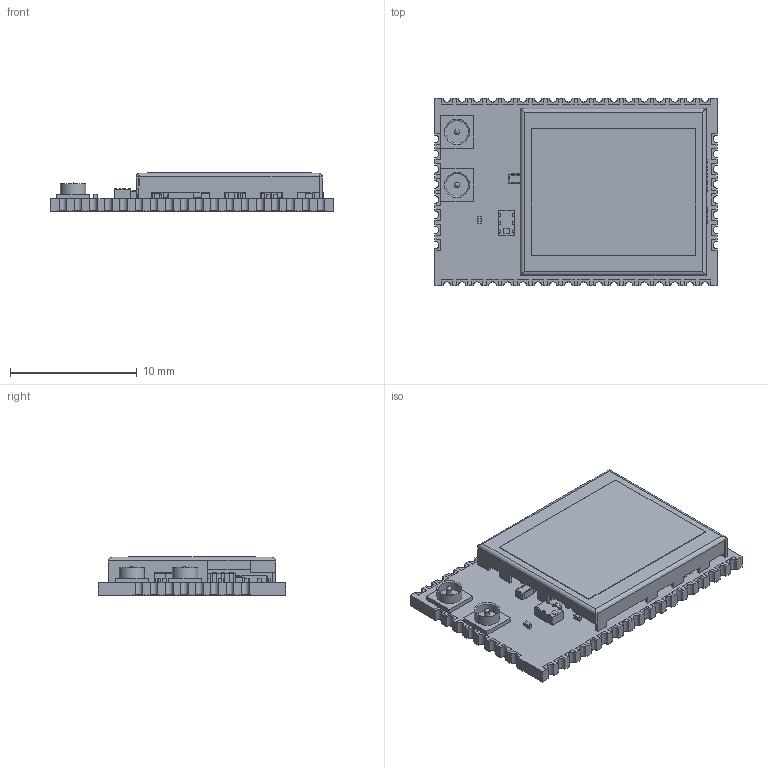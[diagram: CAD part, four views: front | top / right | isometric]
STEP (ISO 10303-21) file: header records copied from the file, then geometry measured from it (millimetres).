
FILE_DESCRIPTION(('STEP AP203'),'1');
FILE_NAME('ODIN-W260.step','2015-10-09T05:45:15',(' '),(' '),'Spatial InterOp 3D',' ',' ');
FILE_SCHEMA(('CONFIG_CONTROL_DESIGN'));
Length unit declared in the file: metre
Products named in the file (150): PCB; 22.3x14.8 PCB; Testp-1; GND-2; C25 Module; LPO 32768Hz; X2; LPO; C 0201 100nF; Part83; Electrical Components; Host; STM32F4; 26MHz OSC; Host Decouplings; C 0402; R 0201; 2.0x1.6 HSI Clock; Radio; WL1873; L 0805; Passive Power Components; C210; L 0603; C171; C 0201-C14_; Decouplings; frame; U6 XC9236; Heat sink; Component body; 1.8V Regulator; SKYWORKS 2.4GHz switch; Part15; 2.4Gz Switch; Main RF components; SKYWORKS 5GHz switch; 5GHz switch; C 0201-C15_; 2.4_5GHz Diplexer ...
Assembly tree (220 placements, depth 6):
  C25 Module
    22.3x14.8 PCB
      PCB
        PCB
      Testp-1
      GND-2
    Electrical Components
      LPO
        LPO 32768Hz
          X2
        C 0201 100nF  x2
          Part83
          Part83
          Part83
      Host
        STM32F4
        26MHz OSC
          C 0201 100nF
            Part83
            Part83
            Part83
        Host Decouplings
          C 0201 100nF  x19
            Part83
            Part83
            Part83
          C 0402  x3
            Part83
            Part83
            Part83
        R 0201  x23
          Part83
          Part83
          Part83
        2.0x1.6 HSI Clock
          X2
          C 0201 100nF
            Part83
            Part83
            Part83
      Radio
        WL1873
        Passive Power Components
          L 0805  x2
            Part83
            Part83
            Part83
          C210  x4
            Part83
            Part83
            Part83
          L 0603
            Part83
            Part83
            Part83
          C171
            Part83
            Part83
            Part83
          C171  x2
Bounding box: 22.3 x 14.8 x 3.07 mm (x, y, z)
Volume: 453.5 mm3; surface area: 2090.8 mm2
Topology: 377 solids, 378 shells, 2714 faces, 5854 edges, 3893 vertices
Faces by surface type: plane 2473, cylinder 237, torus 2, sphere 2
Full cylindrical faces by diameter (mm): 0.4 x2, 0.5 x1, 0.8 x68, 1.8 x2, 2 x2
Entity records: 49071 total; most frequent: CARTESIAN_POINT 7301, DIRECTION 7249, ORIENTED_EDGE 6614, EDGE_CURVE 3307, LINE 2863, VECTOR 2863, VERTEX_POINT 2245, AXIS2_PLACEMENT_3D 2193
